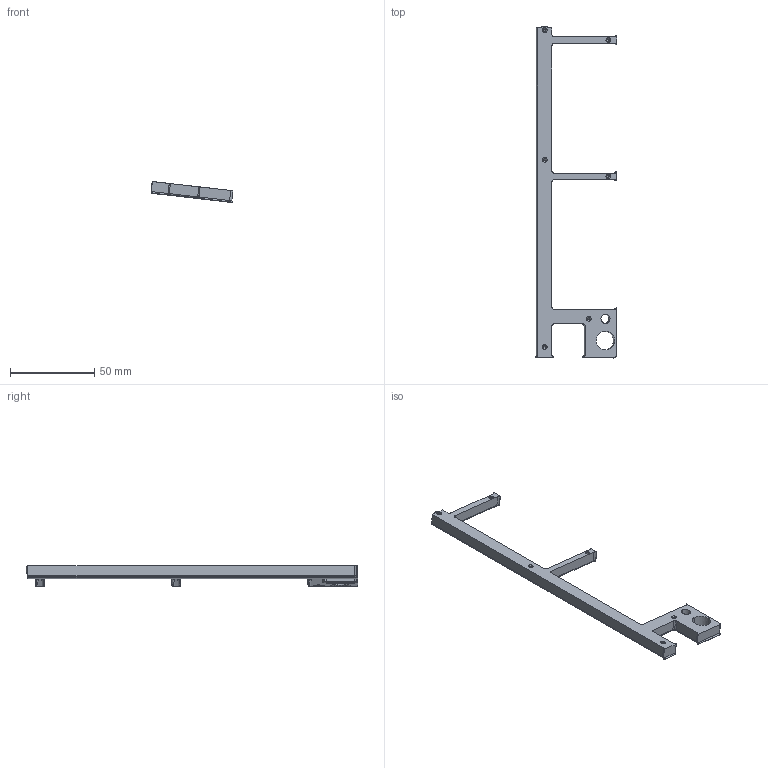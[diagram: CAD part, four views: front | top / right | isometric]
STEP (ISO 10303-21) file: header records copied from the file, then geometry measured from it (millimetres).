
FILE_DESCRIPTION(/* description */ ('Alibre Inc.'),/* implementation_level */ '2;1');
FILE_NAME(/* name */ 'export-490A4703-76F7-423C-8035-32F4C5B991E0',/* time_stamp */ '2026-01-13T12:21:41-05:00',/* author */ (''),/* organization */ (''),/* preprocessor_version */ 'ST-DEVELOPER v17',/* originating_system */ 'Alibre',/* authorisation */ '');
FILE_SCHEMA (('AUTOMOTIVE_DESIGN'));
Length unit declared in the file: millimetre
Products named in the file (1): Left-key-separator-revised.step
Bounding box: 48.68 x 197.32 x 12.46 mm (x, y, z)
Volume: 17824.5 mm3; surface area: 10208.3 mm2
Topology: 1 solids, 1 shells, 173 faces, 447 edges, 270 vertices
Faces by surface type: cylinder 97, cone 28, plane 22, torus 18, bspline 8
Entity records: 5723 total; most frequent: CARTESIAN_POINT 1535, DIRECTION 895, ORIENTED_EDGE 870, EDGE_CURVE 435, AXIS2_PLACEMENT_3D 375, VERTEX_POINT 270, CIRCLE 209, VECTOR 185
